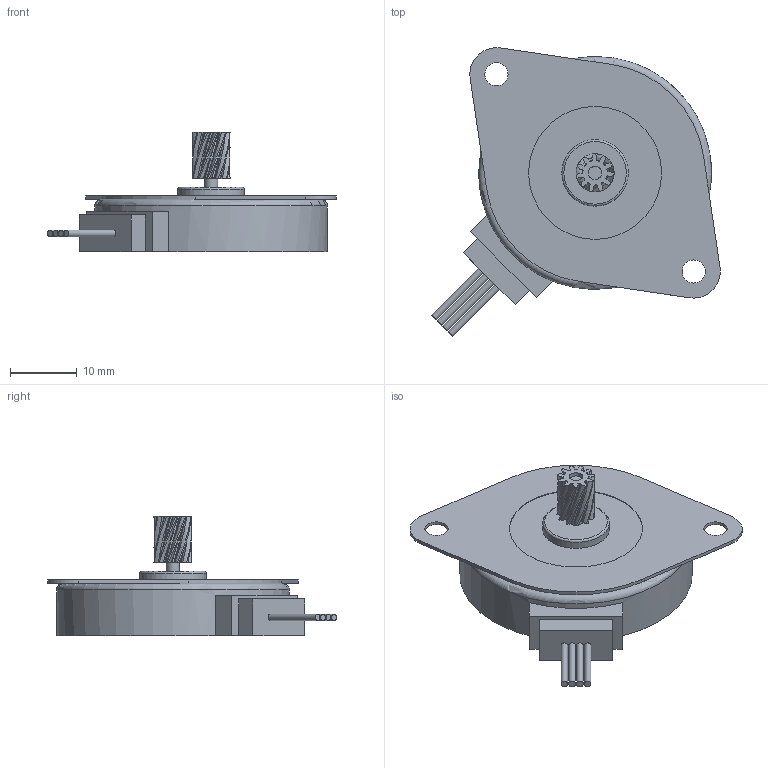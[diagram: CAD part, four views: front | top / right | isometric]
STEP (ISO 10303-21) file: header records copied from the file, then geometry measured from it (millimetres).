
FILE_DESCRIPTION(/* description */ ('','CAx-IF Rec.Pracs.---Representation and Presentation of Product Manufacturing Information (PMI)---4.0---2014-10-13'),/* implementation_level */ '2;1');
FILE_NAME(/* name */ 'motor 8.4 mm v14.step',/* time_stamp */ '2025-02-01T11:10:30+01:00',/* author */ (''),/* organization */ (''),/* preprocessor_version */ 'ST-DEVELOPER v20',/* originating_system */ 'Autodesk Translation Framework v13.20.0.188',/* authorisation */ '');
FILE_SCHEMA (('AP242_MANAGED_MODEL_BASED_3D_ENGINEERING_MIM_LF { 1 0 10303 442 1 1 4 }'));
Length unit declared in the file: millimetre
Products named in the file (1): motor 8.4 mm
Bounding box: 43.4 x 43.4 x 18 mm (x, y, z)
Volume: 8733.3 mm3; surface area: 4094.5 mm2
Topology: 2 solids, 2 shells, 919 faces, 2563 edges, 1707 vertices
Faces by surface type: bspline 638, plane 265, cylinder 14, torus 2
Full cylindrical faces by diameter (mm): 1 x4, 2 x1, 3.48 x2, 10 x1, 20 x1, 35 x1
Entity records: 39232 total; most frequent: CARTESIAN_POINT 19845, ORIENTED_EDGE 5126, EDGE_CURVE 2563, DIRECTION 2023, VERTEX_POINT 1707, LINE 1205, VECTOR 1205, B_SPLINE_CURVE_WITH_KNOTS 1187
